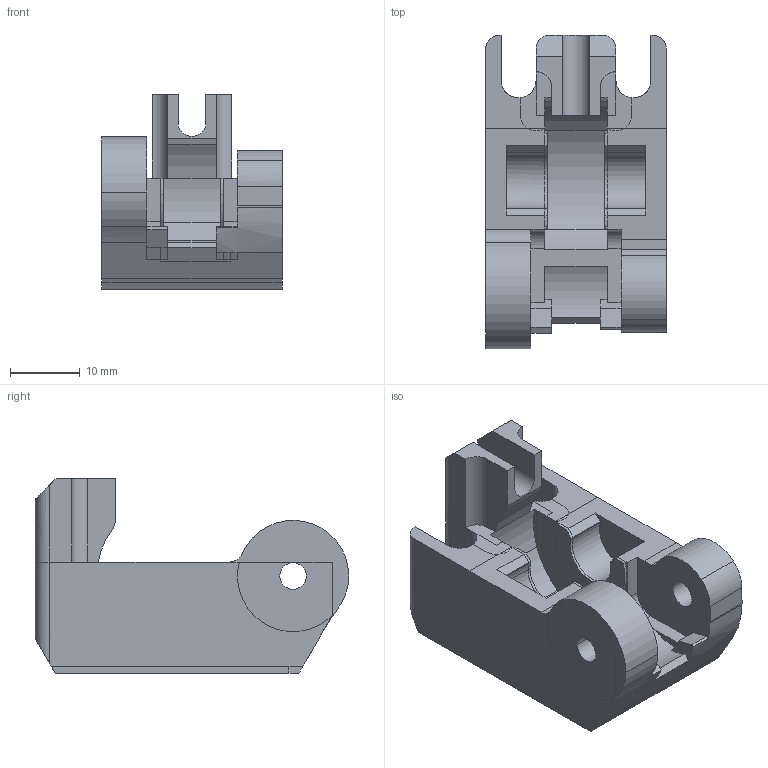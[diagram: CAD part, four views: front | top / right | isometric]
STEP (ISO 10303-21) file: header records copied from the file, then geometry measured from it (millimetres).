
FILE_DESCRIPTION(('FreeCAD Model'),'2;1');
FILE_NAME('beefy_extruder_idler_v0.4.step','2016-11-15T11:14:18',(''),(''), 'Open CASCADE STEP processor 6.8','FreeCAD','Unknown');
FILE_SCHEMA(('AUTOMOTIVE_DESIGN_CC2 { 1 2 10303 214 -1 1 5 4 }'));
Length unit declared in the file: millimetre
Products named in the file (2): ASSEMBLY; Pocket024
Assembly tree (1 placements, depth 2):
  ASSEMBLY
    Pocket024
Bounding box: 26 x 45.08 x 28 mm (x, y, z)
Volume: 12760.2 mm3; surface area: 6501.8 mm2
Topology: 1 solids, 1 shells, 211 faces, 567 edges, 359 vertices
Faces by surface type: plane 169, cylinder 42
Full cylindrical faces by diameter (mm): 3.8 x1
Entity records: 14025 total; most frequent: CARTESIAN_POINT 2990, DIRECTION 1975, LINE 1300, VECTOR 1300, ORIENTED_EDGE 1134, PCURVE 1134, DEFINITIONAL_REPRESENTATION 1134, EDGE_CURVE 567
